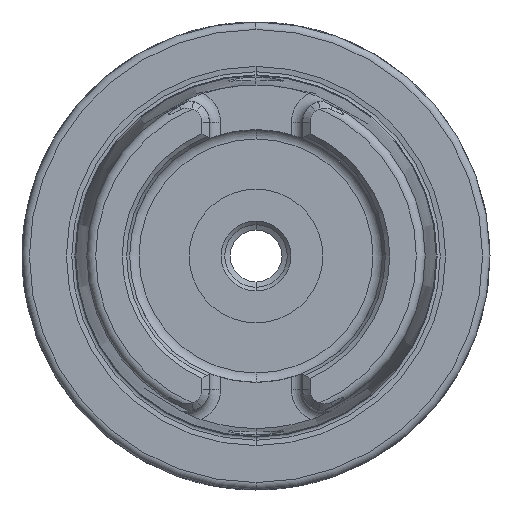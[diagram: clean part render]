
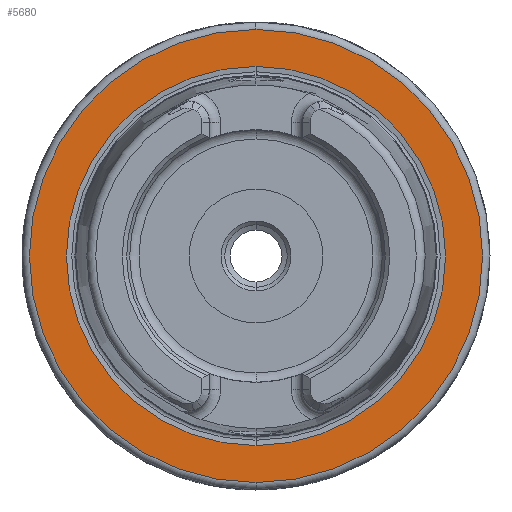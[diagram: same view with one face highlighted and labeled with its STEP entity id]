
A CAD part, left-side view. The second image highlights one B-rep face of the part: STEP entity #5680.
In plain terms, the highlighted planar face has unit normal (-1, 0, 0).
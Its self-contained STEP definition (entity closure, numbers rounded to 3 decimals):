
#373 = DIRECTION ( 'NONE',  ( 0., 0., -1. ) ) ;
#427 = CARTESIAN_POINT ( 'NONE',  ( -64., 31.5, 0. ) ) ;
#562 = CARTESIAN_POINT ( 'NONE',  ( -64., 0., -30.5 ) ) ;
#887 = VERTEX_POINT ( 'NONE', #562 ) ;
#1173 = EDGE_LOOP ( 'NONE', ( #7822, #2319 ) ) ;
#1770 = CARTESIAN_POINT ( 'NONE',  ( -64., 0., 0. ) ) ;
#1799 = CARTESIAN_POINT ( 'NONE',  ( -64., 0., -25.521 ) ) ;
#1828 = EDGE_LOOP ( 'NONE', ( #6539, #2989 ) ) ;
#1832 = DIRECTION ( 'NONE',  ( 0., 0., -1. ) ) ;
#2319 = ORIENTED_EDGE ( 'NONE', *, *, #4263, .T. ) ;
#2453 = DIRECTION ( 'NONE',  ( 0., 0., -1. ) ) ;
#2479 = PLANE ( 'NONE',  #7781 ) ;
#2827 = CARTESIAN_POINT ( 'NONE',  ( -64., 0., 0. ) ) ;
#2989 = ORIENTED_EDGE ( 'NONE', *, *, #4526, .T. ) ;
#3347 = CARTESIAN_POINT ( 'NONE',  ( -64., 0., 25.521 ) ) ;
#3538 = DIRECTION ( 'NONE',  ( 0., 0., -1. ) ) ;
#3733 = CARTESIAN_POINT ( 'NONE',  ( -64., 0., 0. ) ) ;
#3855 = CIRCLE ( 'NONE', #8620, 25.521 ) ;
#3948 = AXIS2_PLACEMENT_3D ( 'NONE', #8919, #4557, #373 ) ;
#3989 = CIRCLE ( 'NONE', #7755, 25.521 ) ;
#4055 = VERTEX_POINT ( 'NONE', #8647 ) ;
#4235 = EDGE_CURVE ( 'NONE', #887, #4055, #8380, .T. ) ;
#4263 = EDGE_CURVE ( 'NONE', #5488, #4621, #3989, .T. ) ;
#4482 = DIRECTION ( 'NONE',  ( 0., 0., -1. ) ) ;
#4526 = EDGE_CURVE ( 'NONE', #4055, #887, #7996, .T. ) ;
#4557 = DIRECTION ( 'NONE',  ( -1., 0., 0. ) ) ;
#4621 = VERTEX_POINT ( 'NONE', #3347 ) ;
#5488 = VERTEX_POINT ( 'NONE', #1799 ) ;
#5680 = ADVANCED_FACE ( 'NONE', ( #6795, #6775 ), #2479, .F. ) ;
#6173 = DIRECTION ( 'NONE',  ( 1., 0., 0. ) ) ;
#6378 = AXIS2_PLACEMENT_3D ( 'NONE', #3733, #8846, #4482 ) ;
#6539 = ORIENTED_EDGE ( 'NONE', *, *, #4235, .T. ) ;
#6775 = FACE_BOUND ( 'NONE', #1173, .T. ) ;
#6795 = FACE_OUTER_BOUND ( 'NONE', #1828, .T. ) ;
#6837 = DIRECTION ( 'NONE',  ( 1., 0., 0. ) ) ;
#7755 = AXIS2_PLACEMENT_3D ( 'NONE', #1770, #6837, #2453 ) ;
#7781 = AXIS2_PLACEMENT_3D ( 'NONE', #427, #6173, #1832 ) ;
#7822 = ORIENTED_EDGE ( 'NONE', *, *, #8398, .T. ) ;
#7932 = DIRECTION ( 'NONE',  ( 1., 0., 0. ) ) ;
#7996 = CIRCLE ( 'NONE', #6378, 30.5 ) ;
#8380 = CIRCLE ( 'NONE', #3948, 30.5 ) ;
#8398 = EDGE_CURVE ( 'NONE', #4621, #5488, #3855, .T. ) ;
#8620 = AXIS2_PLACEMENT_3D ( 'NONE', #2827, #7932, #3538 ) ;
#8647 = CARTESIAN_POINT ( 'NONE',  ( -64., 0., 30.5 ) ) ;
#8846 = DIRECTION ( 'NONE',  ( -1., 0., 0. ) ) ;
#8919 = CARTESIAN_POINT ( 'NONE',  ( -64., 0., 0. ) ) ;
